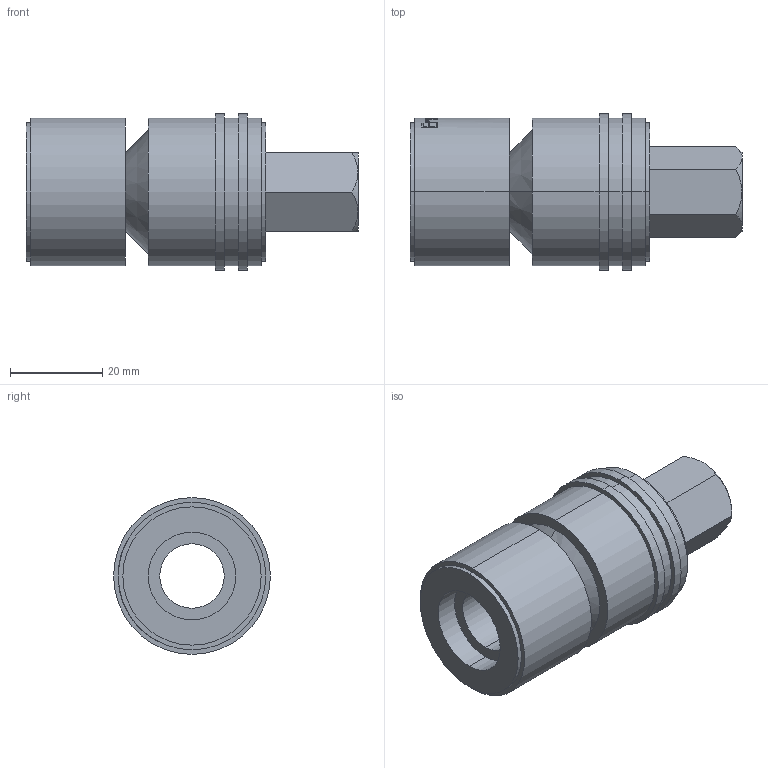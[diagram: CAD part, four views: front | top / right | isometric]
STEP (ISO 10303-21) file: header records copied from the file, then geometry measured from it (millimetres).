
FILE_DESCRIPTION (( 'STEP AP203' ), '1' );
FILE_NAME ('206f.STEP', '2022-07-27T15:21:38', ( '' ), ( '' ), 'SwSTEP 2.0', 'SolidWorks 2019', '' );
FILE_SCHEMA (( 'CONFIG_CONTROL_DESIGN' ));
Length unit declared in the file: millimetre
Products named in the file (1): 206f
Bounding box: 72 x 34 x 34 mm (x, y, z)
Volume: 33211.9 mm3; surface area: 12192.5 mm2
Topology: 1 solids, 1 shells, 177 faces, 450 edges, 298 vertices
Faces by surface type: plane 79, bspline 57, cylinder 33, cone 8
Entity records: 12345 total; most frequent: CARTESIAN_POINT 8423, ORIENTED_EDGE 900, DIRECTION 610, EDGE_CURVE 450, VERTEX_POINT 298, AXIS2_PLACEMENT_3D 235, EDGE_LOOP 202, B_SPLINE_CURVE_WITH_KNOTS 196
